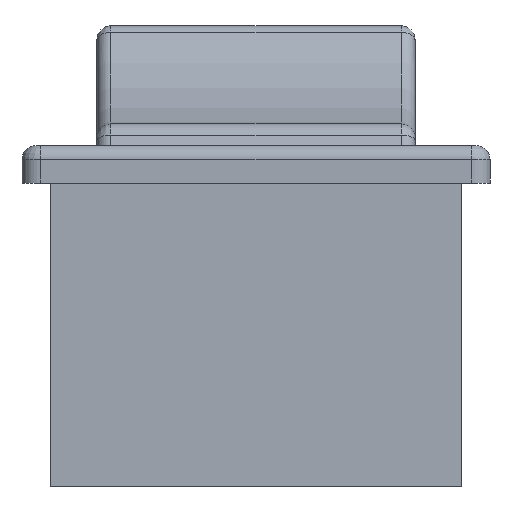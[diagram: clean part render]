
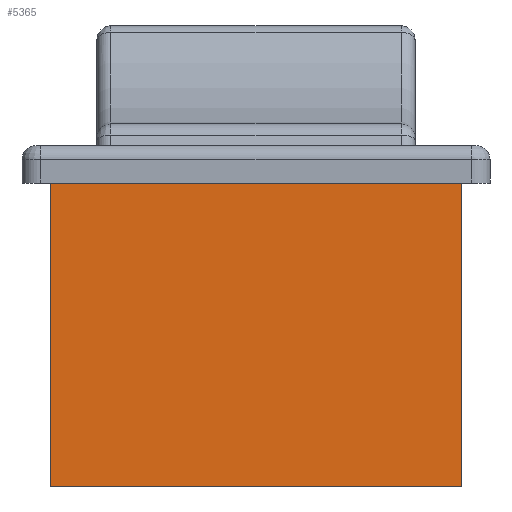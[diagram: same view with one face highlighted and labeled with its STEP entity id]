
A CAD part, front view. The second image highlights one B-rep face of the part: STEP entity #5365.
In plain terms, the highlighted planar face has unit normal (0, -1, 0).
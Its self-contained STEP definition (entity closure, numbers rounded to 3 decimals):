
#4896 = PLANE('',#4897);
#4897 = AXIS2_PLACEMENT_3D('',#4898,#4899,#4900);
#4898 = CARTESIAN_POINT('',(-12.5,16.,0.));
#4899 = DIRECTION('',(0.,0.,1.));
#4900 = DIRECTION('',(1.,0.,0.));
#5254 = EDGE_CURVE('',#5255,#5257,#5259,.T.);
#5255 = VERTEX_POINT('',#5256);
#5256 = CARTESIAN_POINT('',(-11.,-15.,0.));
#5257 = VERTEX_POINT('',#5258);
#5258 = CARTESIAN_POINT('',(11.,-15.,0.));
#5259 = SURFACE_CURVE('',#5260,(#5264,#5271),.PCURVE_S1.);
#5260 = LINE('',#5261,#5262);
#5261 = CARTESIAN_POINT('',(-11.,-15.,0.));
#5262 = VECTOR('',#5263,1.);
#5263 = DIRECTION('',(1.,0.,0.));
#5264 = PCURVE('',#4896,#5265);
#5265 = DEFINITIONAL_REPRESENTATION('',(#5266),#5270);
#5266 = LINE('',#5267,#5268);
#5267 = CARTESIAN_POINT('',(1.5,-31.));
#5268 = VECTOR('',#5269,1.);
#5269 = DIRECTION('',(1.,0.));
#5270 = ( GEOMETRIC_REPRESENTATION_CONTEXT(2) 
PARAMETRIC_REPRESENTATION_CONTEXT() REPRESENTATION_CONTEXT('2D SPACE',''
  ) );
#5271 = PCURVE('',#5272,#5277);
#5272 = PLANE('',#5273);
#5273 = AXIS2_PLACEMENT_3D('',#5274,#5275,#5276);
#5274 = CARTESIAN_POINT('',(-11.,-15.,0.));
#5275 = DIRECTION('',(0.,-1.,0.));
#5276 = DIRECTION('',(1.,0.,0.));
#5277 = DEFINITIONAL_REPRESENTATION('',(#5278),#5282);
#5278 = LINE('',#5279,#5280);
#5279 = CARTESIAN_POINT('',(0.,0.));
#5280 = VECTOR('',#5281,1.);
#5281 = DIRECTION('',(1.,0.));
#5282 = ( GEOMETRIC_REPRESENTATION_CONTEXT(2) 
PARAMETRIC_REPRESENTATION_CONTEXT() REPRESENTATION_CONTEXT('2D SPACE',''
  ) );
#5300 = PLANE('',#5301);
#5301 = AXIS2_PLACEMENT_3D('',#5302,#5303,#5304);
#5302 = CARTESIAN_POINT('',(-11.,15.,0.));
#5303 = DIRECTION('',(-1.,-0.,-0.));
#5304 = DIRECTION('',(0.,-1.,0.));
#5354 = PLANE('',#5355);
#5355 = AXIS2_PLACEMENT_3D('',#5356,#5357,#5358);
#5356 = CARTESIAN_POINT('',(11.,-15.,0.));
#5357 = DIRECTION('',(1.,0.,0.));
#5358 = DIRECTION('',(0.,1.,0.));
#5365 = ADVANCED_FACE('',(#5366),#5272,.T.);
#5366 = FACE_BOUND('',#5367,.T.);
#5367 = EDGE_LOOP('',(#5368,#5391,#5419,#5440));
#5368 = ORIENTED_EDGE('',*,*,#5369,.T.);
#5369 = EDGE_CURVE('',#5255,#5370,#5372,.T.);
#5370 = VERTEX_POINT('',#5371);
#5371 = CARTESIAN_POINT('',(-11.,-15.,-16.2));
#5372 = SURFACE_CURVE('',#5373,(#5377,#5384),.PCURVE_S1.);
#5373 = LINE('',#5374,#5375);
#5374 = CARTESIAN_POINT('',(-11.,-15.,0.));
#5375 = VECTOR('',#5376,1.);
#5376 = DIRECTION('',(0.,0.,-1.));
#5377 = PCURVE('',#5272,#5378);
#5378 = DEFINITIONAL_REPRESENTATION('',(#5379),#5383);
#5379 = LINE('',#5380,#5381);
#5380 = CARTESIAN_POINT('',(0.,0.));
#5381 = VECTOR('',#5382,1.);
#5382 = DIRECTION('',(0.,-1.));
#5383 = ( GEOMETRIC_REPRESENTATION_CONTEXT(2) 
PARAMETRIC_REPRESENTATION_CONTEXT() REPRESENTATION_CONTEXT('2D SPACE',''
  ) );
#5384 = PCURVE('',#5300,#5385);
#5385 = DEFINITIONAL_REPRESENTATION('',(#5386),#5390);
#5386 = LINE('',#5387,#5388);
#5387 = CARTESIAN_POINT('',(30.,0.));
#5388 = VECTOR('',#5389,1.);
#5389 = DIRECTION('',(0.,-1.));
#5390 = ( GEOMETRIC_REPRESENTATION_CONTEXT(2) 
PARAMETRIC_REPRESENTATION_CONTEXT() REPRESENTATION_CONTEXT('2D SPACE',''
  ) );
#5391 = ORIENTED_EDGE('',*,*,#5392,.T.);
#5392 = EDGE_CURVE('',#5370,#5393,#5395,.T.);
#5393 = VERTEX_POINT('',#5394);
#5394 = CARTESIAN_POINT('',(11.,-15.,-16.2));
#5395 = SURFACE_CURVE('',#5396,(#5400,#5407),.PCURVE_S1.);
#5396 = LINE('',#5397,#5398);
#5397 = CARTESIAN_POINT('',(-11.,-15.,-16.2));
#5398 = VECTOR('',#5399,1.);
#5399 = DIRECTION('',(1.,0.,0.));
#5400 = PCURVE('',#5272,#5401);
#5401 = DEFINITIONAL_REPRESENTATION('',(#5402),#5406);
#5402 = LINE('',#5403,#5404);
#5403 = CARTESIAN_POINT('',(0.,-16.2));
#5404 = VECTOR('',#5405,1.);
#5405 = DIRECTION('',(1.,0.));
#5406 = ( GEOMETRIC_REPRESENTATION_CONTEXT(2) 
PARAMETRIC_REPRESENTATION_CONTEXT() REPRESENTATION_CONTEXT('2D SPACE',''
  ) );
#5407 = PCURVE('',#5408,#5413);
#5408 = PLANE('',#5409);
#5409 = AXIS2_PLACEMENT_3D('',#5410,#5411,#5412);
#5410 = CARTESIAN_POINT('',(-11.,-15.,-16.2));
#5411 = DIRECTION('',(0.,0.,-1.));
#5412 = DIRECTION('',(-1.,0.,0.));
#5413 = DEFINITIONAL_REPRESENTATION('',(#5414),#5418);
#5414 = LINE('',#5415,#5416);
#5415 = CARTESIAN_POINT('',(0.,0.));
#5416 = VECTOR('',#5417,1.);
#5417 = DIRECTION('',(-1.,0.));
#5418 = ( GEOMETRIC_REPRESENTATION_CONTEXT(2) 
PARAMETRIC_REPRESENTATION_CONTEXT() REPRESENTATION_CONTEXT('2D SPACE',''
  ) );
#5419 = ORIENTED_EDGE('',*,*,#5420,.F.);
#5420 = EDGE_CURVE('',#5257,#5393,#5421,.T.);
#5421 = SURFACE_CURVE('',#5422,(#5426,#5433),.PCURVE_S1.);
#5422 = LINE('',#5423,#5424);
#5423 = CARTESIAN_POINT('',(11.,-15.,0.));
#5424 = VECTOR('',#5425,1.);
#5425 = DIRECTION('',(0.,0.,-1.));
#5426 = PCURVE('',#5272,#5427);
#5427 = DEFINITIONAL_REPRESENTATION('',(#5428),#5432);
#5428 = LINE('',#5429,#5430);
#5429 = CARTESIAN_POINT('',(22.,0.));
#5430 = VECTOR('',#5431,1.);
#5431 = DIRECTION('',(0.,-1.));
#5432 = ( GEOMETRIC_REPRESENTATION_CONTEXT(2) 
PARAMETRIC_REPRESENTATION_CONTEXT() REPRESENTATION_CONTEXT('2D SPACE',''
  ) );
#5433 = PCURVE('',#5354,#5434);
#5434 = DEFINITIONAL_REPRESENTATION('',(#5435),#5439);
#5435 = LINE('',#5436,#5437);
#5436 = CARTESIAN_POINT('',(0.,0.));
#5437 = VECTOR('',#5438,1.);
#5438 = DIRECTION('',(0.,-1.));
#5439 = ( GEOMETRIC_REPRESENTATION_CONTEXT(2) 
PARAMETRIC_REPRESENTATION_CONTEXT() REPRESENTATION_CONTEXT('2D SPACE',''
  ) );
#5440 = ORIENTED_EDGE('',*,*,#5254,.F.);
